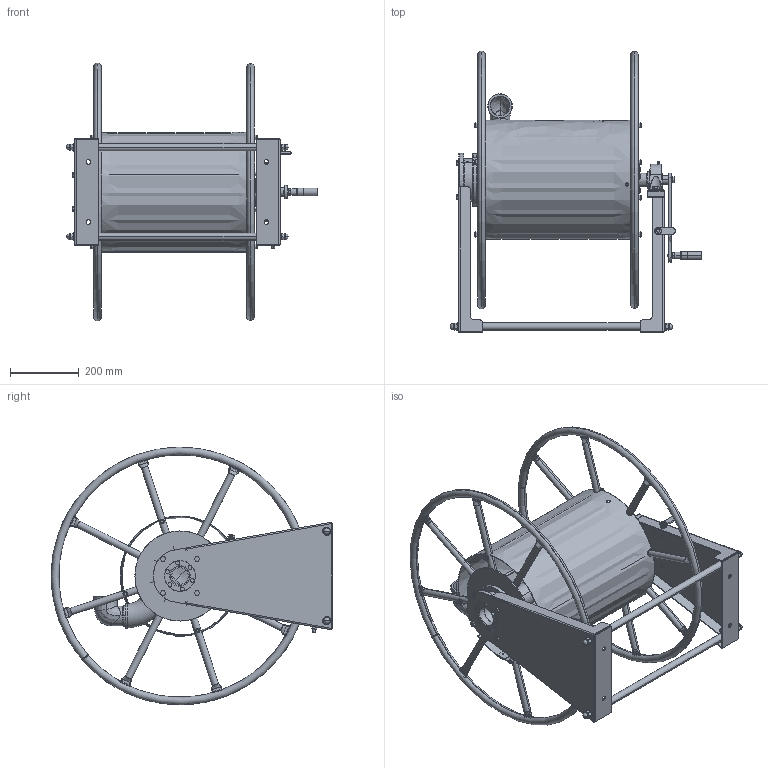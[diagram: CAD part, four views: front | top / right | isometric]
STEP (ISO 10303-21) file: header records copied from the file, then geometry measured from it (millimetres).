
FILE_DESCRIPTION((''),'2;1');
FILE_NAME('350_028_M_ASM','2020-03-20T',('CAD-01'),('CDM'),'PRO/ENGINEER BY PARAMETRIC TECHNOLOGY CORPORATION, 2015030','PRO/ENGINEER BY PARAMETRIC TECHNOLOGY CORPORATION, 2015030','');
FILE_SCHEMA(('CONFIG_CONTROL_DESIGN'));
Length unit declared in the file: millimetre
Products named in the file (1): 350_028_M_ASM
Bounding box: 732 x 819.98 x 749.95 mm (x, y, z)
Surface area: 3058930.2 mm2 (no closed solid volume)
Topology: 0 solids, 214 shells, 1188 faces, 4665 edges, 3577 vertices
Faces by surface type: plane 432, cone 251, bspline 209, cylinder 202, extrusion 50, torus 28, sphere 16
Entity records: 82143 total; most frequent: CARTESIAN_POINT 36917, ORIENTED_EDGE 6749, DIRECTION 5655, EDGE_CURVE 4647, VERTEX_POINT 3577, B_SPLINE_CURVE_WITH_KNOTS 2060, AXIS2_PLACEMENT_3D 2038, FILL_AREA_STYLE_COLOUR 1697
